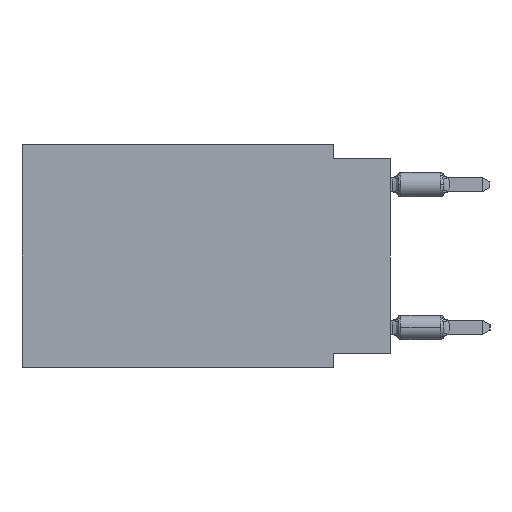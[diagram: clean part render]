
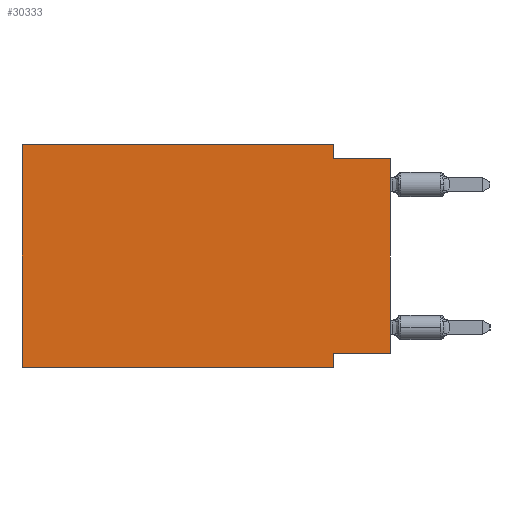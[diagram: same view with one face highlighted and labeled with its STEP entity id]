
A CAD part, left-side view. The second image highlights one B-rep face of the part: STEP entity #30333.
In plain terms, the highlighted planar face has unit normal (-1, 0, 0).
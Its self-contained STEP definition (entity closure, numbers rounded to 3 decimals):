
#2079 = VECTOR ( 'NONE', #35088, 1000. ) ;
#2122 = CARTESIAN_POINT ( 'NONE',  ( 0., 2.54, -9.906 ) ) ;
#3205 = DIRECTION ( 'NONE',  ( 0., 0., 1. ) ) ;
#3640 = CARTESIAN_POINT ( 'NONE',  ( 0., 0., -9.271 ) ) ;
#3875 = LINE ( 'NONE', #22582, #18333 ) ;
#5180 = ORIENTED_EDGE ( 'NONE', *, *, #33917, .F. ) ;
#7113 = VERTEX_POINT ( 'NONE', #55444 ) ;
#9211 = VECTOR ( 'NONE', #11304, 1000. ) ;
#10958 = DIRECTION ( 'NONE',  ( 0., -1., 0. ) ) ;
#11291 = VECTOR ( 'NONE', #10958, 1000. ) ;
#11304 = DIRECTION ( 'NONE',  ( 0., 0., 1. ) ) ;
#11451 = LINE ( 'NONE', #54408, #2079 ) ;
#12027 = VERTEX_POINT ( 'NONE', #32733 ) ;
#14861 = ORIENTED_EDGE ( 'NONE', *, *, #59754, .F. ) ;
#15638 = ORIENTED_EDGE ( 'NONE', *, *, #57077, .T. ) ;
#16235 = LINE ( 'NONE', #2122, #40986 ) ;
#16676 = VECTOR ( 'NONE', #3205, 1000. ) ;
#17166 = VERTEX_POINT ( 'NONE', #42013 ) ;
#17949 = LINE ( 'NONE', #31757, #51885 ) ;
#17975 = DIRECTION ( 'NONE',  ( 0., -1., 0. ) ) ;
#18333 = VECTOR ( 'NONE', #17975, 1000. ) ;
#21914 = CARTESIAN_POINT ( 'NONE',  ( 0., 0., 0. ) ) ;
#22582 = CARTESIAN_POINT ( 'NONE',  ( 0., 16.383, 0. ) ) ;
#23174 = DIRECTION ( 'NONE',  ( 0., -1., 0. ) ) ;
#23245 = EDGE_LOOP ( 'NONE', ( #32717, #14861, #39647, #5180, #31331, #15638, #44174, #46654 ) ) ;
#25624 = EDGE_CURVE ( 'NONE', #17166, #47308, #39625, .T. ) ;
#26344 = LINE ( 'NONE', #48769, #9211 ) ;
#28246 = CARTESIAN_POINT ( 'NONE',  ( 0., 2.54, -0.635 ) ) ;
#28781 = CARTESIAN_POINT ( 'NONE',  ( 0., 16.383, 0. ) ) ;
#28977 = VERTEX_POINT ( 'NONE', #28246 ) ;
#29309 = EDGE_CURVE ( 'NONE', #12027, #33659, #26344, .T. ) ;
#30333 = ADVANCED_FACE ( 'NONE', ( #55021 ), #45218, .F. ) ;
#31331 = ORIENTED_EDGE ( 'NONE', *, *, #29309, .F. ) ;
#31757 = CARTESIAN_POINT ( 'NONE',  ( 0., 0., -0.635 ) ) ;
#32717 = ORIENTED_EDGE ( 'NONE', *, *, #49750, .T. ) ;
#32733 = CARTESIAN_POINT ( 'NONE',  ( 0., 16.383, -9.906 ) ) ;
#33141 = EDGE_CURVE ( 'NONE', #47308, #7113, #16235, .T. ) ;
#33659 = VERTEX_POINT ( 'NONE', #28781 ) ;
#33917 = EDGE_CURVE ( 'NONE', #33659, #59529, #3875, .T. ) ;
#35088 = DIRECTION ( 'NONE',  ( 0., 0., -1. ) ) ;
#36921 = CARTESIAN_POINT ( 'NONE',  ( 0., 16.383, 0. ) ) ;
#38299 = EDGE_CURVE ( 'NONE', #59529, #28977, #11451, .T. ) ;
#38508 = VERTEX_POINT ( 'NONE', #55937 ) ;
#39625 = LINE ( 'NONE', #3640, #60542 ) ;
#39647 = ORIENTED_EDGE ( 'NONE', *, *, #38299, .F. ) ;
#40941 = LINE ( 'NONE', #21914, #16676 ) ;
#40986 = VECTOR ( 'NONE', #44140, 1000. ) ;
#41215 = DIRECTION ( 'NONE',  ( 0., 0., -1. ) ) ;
#42013 = CARTESIAN_POINT ( 'NONE',  ( 0., 0., -9.271 ) ) ;
#44140 = DIRECTION ( 'NONE',  ( 0., 0., -1. ) ) ;
#44174 = ORIENTED_EDGE ( 'NONE', *, *, #33141, .F. ) ;
#45218 = PLANE ( 'NONE',  #51547 ) ;
#46650 = CARTESIAN_POINT ( 'NONE',  ( 0., 2.54, 0. ) ) ;
#46654 = ORIENTED_EDGE ( 'NONE', *, *, #25624, .F. ) ;
#47308 = VERTEX_POINT ( 'NONE', #58839 ) ;
#48725 = CARTESIAN_POINT ( 'NONE',  ( 0., 16.383, -9.906 ) ) ;
#48769 = CARTESIAN_POINT ( 'NONE',  ( 0., 16.383, 0. ) ) ;
#49750 = EDGE_CURVE ( 'NONE', #17166, #38508, #40941, .T. ) ;
#51547 = AXIS2_PLACEMENT_3D ( 'NONE', #36921, #54416, #41215 ) ;
#51885 = VECTOR ( 'NONE', #23174, 1000. ) ;
#53302 = LINE ( 'NONE', #48725, #11291 ) ;
#54408 = CARTESIAN_POINT ( 'NONE',  ( 0., 2.54, 0. ) ) ;
#54416 = DIRECTION ( 'NONE',  ( 1., 0., 0. ) ) ;
#55021 = FACE_OUTER_BOUND ( 'NONE', #23245, .T. ) ;
#55444 = CARTESIAN_POINT ( 'NONE',  ( 0., 2.54, -9.906 ) ) ;
#55937 = CARTESIAN_POINT ( 'NONE',  ( 0., 0., -0.635 ) ) ;
#57077 = EDGE_CURVE ( 'NONE', #12027, #7113, #53302, .T. ) ;
#58839 = CARTESIAN_POINT ( 'NONE',  ( 0., 2.54, -9.271 ) ) ;
#59457 = DIRECTION ( 'NONE',  ( 0., 1., 0. ) ) ;
#59529 = VERTEX_POINT ( 'NONE', #46650 ) ;
#59754 = EDGE_CURVE ( 'NONE', #28977, #38508, #17949, .T. ) ;
#60542 = VECTOR ( 'NONE', #59457, 1000. ) ;
